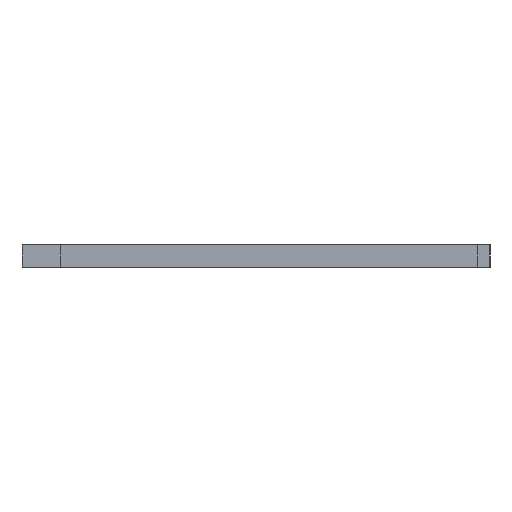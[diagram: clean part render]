
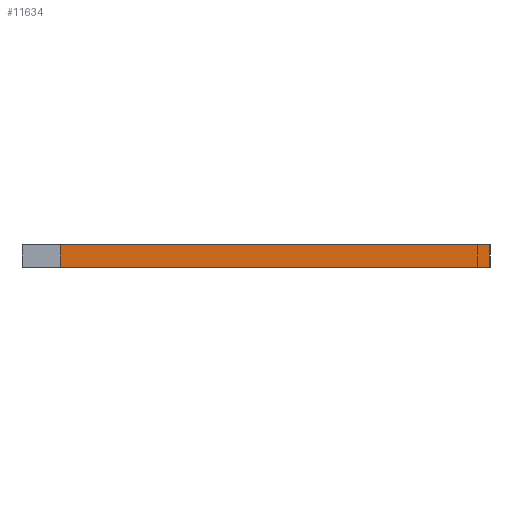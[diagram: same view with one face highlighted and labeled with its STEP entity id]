
A CAD part, left-side view. The second image highlights one B-rep face of the part: STEP entity #11634.
In plain terms, the highlighted planar face has unit normal (-1, 0, 0).
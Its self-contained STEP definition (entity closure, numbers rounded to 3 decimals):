
#566 = VERTEX_POINT ( 'NONE', #6934 ) ;
#1311 = DIRECTION ( 'NONE',  ( 0., 0., 1. ) ) ;
#1598 = CARTESIAN_POINT ( 'NONE',  ( 0., 0., -4.8 ) ) ;
#1709 = VECTOR ( 'NONE', #9274, 1000. ) ;
#2456 = DIRECTION ( 'NONE',  ( 0., 0., 1. ) ) ;
#2798 = EDGE_LOOP ( 'NONE', ( #10818, #5790, #9934, #9967 ) ) ;
#3018 = DIRECTION ( 'NONE',  ( 0., -1., 0. ) ) ;
#3458 = DIRECTION ( 'NONE',  ( 0., 0., 1. ) ) ;
#4662 = LINE ( 'NONE', #4733, #11162 ) ;
#4733 = CARTESIAN_POINT ( 'NONE',  ( 0., 91.004, -4.8 ) ) ;
#4838 = DIRECTION ( 'NONE',  ( -1., 0., 0. ) ) ;
#4901 = VERTEX_POINT ( 'NONE', #10011 ) ;
#5742 = FACE_OUTER_BOUND ( 'NONE', #2798, .T. ) ;
#5790 = ORIENTED_EDGE ( 'NONE', *, *, #8657, .F. ) ;
#6491 = VERTEX_POINT ( 'NONE', #13224 ) ;
#6934 = CARTESIAN_POINT ( 'NONE',  ( 0., 0., 0. ) ) ;
#7124 = CARTESIAN_POINT ( 'NONE',  ( 0., 0., -4.8 ) ) ;
#7211 = LINE ( 'NONE', #1598, #1709 ) ;
#7391 = AXIS2_PLACEMENT_3D ( 'NONE', #7124, #4838, #1311 ) ;
#7668 = VERTEX_POINT ( 'NONE', #12305 ) ;
#8479 = VECTOR ( 'NONE', #3458, 1000. ) ;
#8657 = EDGE_CURVE ( 'NONE', #4901, #6491, #4662, .T. ) ;
#8708 = CARTESIAN_POINT ( 'NONE',  ( 0., 0., 0. ) ) ;
#8897 = EDGE_CURVE ( 'NONE', #6491, #566, #12253, .T. ) ;
#9071 = LINE ( 'NONE', #13565, #8479 ) ;
#9274 = DIRECTION ( 'NONE',  ( 0., -1., 0. ) ) ;
#9334 = PLANE ( 'NONE',  #7391 ) ;
#9934 = ORIENTED_EDGE ( 'NONE', *, *, #10716, .T. ) ;
#9967 = ORIENTED_EDGE ( 'NONE', *, *, #14121, .T. ) ;
#10011 = CARTESIAN_POINT ( 'NONE',  ( 0., 91.004, -4.8 ) ) ;
#10716 = EDGE_CURVE ( 'NONE', #4901, #7668, #7211, .T. ) ;
#10818 = ORIENTED_EDGE ( 'NONE', *, *, #8897, .F. ) ;
#11162 = VECTOR ( 'NONE', #2456, 1000. ) ;
#11634 = ADVANCED_FACE ( 'NONE', ( #5742 ), #9334, .T. ) ;
#12253 = LINE ( 'NONE', #8708, #13041 ) ;
#12305 = CARTESIAN_POINT ( 'NONE',  ( 0., 0., -4.8 ) ) ;
#13041 = VECTOR ( 'NONE', #3018, 1000. ) ;
#13224 = CARTESIAN_POINT ( 'NONE',  ( 0., 91.004, 0. ) ) ;
#13565 = CARTESIAN_POINT ( 'NONE',  ( 0., 0., -4.8 ) ) ;
#14121 = EDGE_CURVE ( 'NONE', #7668, #566, #9071, .T. ) ;
